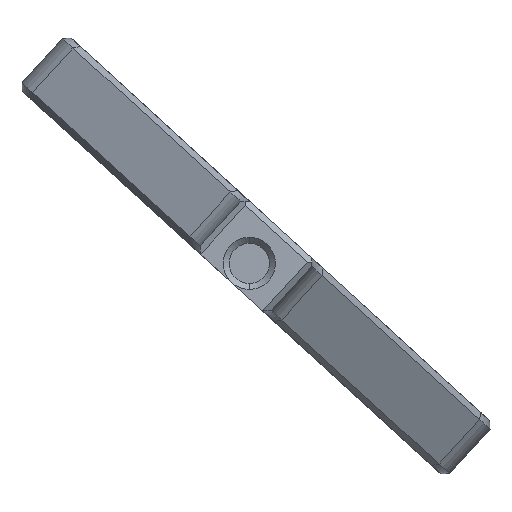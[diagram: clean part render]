
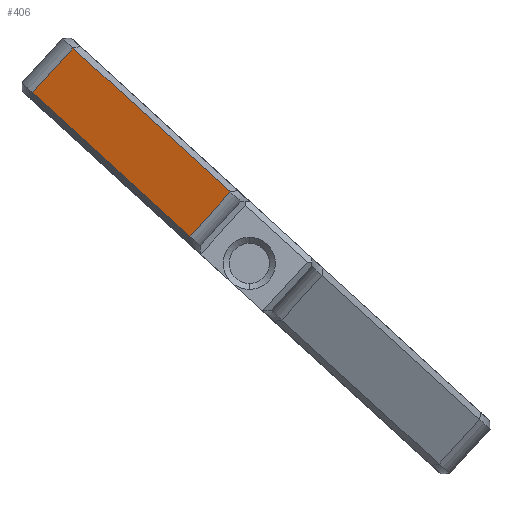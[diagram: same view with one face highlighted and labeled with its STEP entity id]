
A CAD part, front view. The second image highlights one B-rep face of the part: STEP entity #406.
In plain terms, the highlighted planar face has unit normal (-0.522, -0.707, 0.477).
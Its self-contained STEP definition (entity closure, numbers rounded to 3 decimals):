
#18 = VECTOR ( 'NONE', #1371, 1000. ) ;
#51 = LINE ( 'NONE', #1018, #576 ) ;
#65 = CARTESIAN_POINT ( 'NONE',  ( -22.02, 46.42, 26.884 ) ) ;
#130 = EDGE_CURVE ( 'NONE', #475, #740, #1023, .T. ) ;
#195 = ORIENTED_EDGE ( 'NONE', *, *, #2005, .T. ) ;
#198 = VERTEX_POINT ( 'NONE', #2026 ) ;
#236 = DIRECTION ( 'NONE',  ( -0.522, -0.707, 0.477 ) ) ;
#248 = PLANE ( 'NONE',  #1795 ) ;
#263 = FACE_OUTER_BOUND ( 'NONE', #1756, .T. ) ;
#392 = ORIENTED_EDGE ( 'NONE', *, *, #515, .T. ) ;
#406 = ADVANCED_FACE ( 'NONE', ( #263 ), #248, .T. ) ;
#475 = VERTEX_POINT ( 'NONE', #65 ) ;
#515 = EDGE_CURVE ( 'NONE', #597, #198, #518, .T. ) ;
#518 = LINE ( 'NONE', #2117, #18 ) ;
#576 = VECTOR ( 'NONE', #1571, 1000. ) ;
#597 = VERTEX_POINT ( 'NONE', #989 ) ;
#643 = VECTOR ( 'NONE', #2300, 1000. ) ;
#713 = DIRECTION ( 'NONE',  ( -0.675, 0., -0.738 ) ) ;
#740 = VERTEX_POINT ( 'NONE', #996 ) ;
#802 = CARTESIAN_POINT ( 'NONE',  ( -63.081, 18.029, -60.13 ) ) ;
#950 = EDGE_CURVE ( 'NONE', #198, #475, #1008, .T. ) ;
#989 = CARTESIAN_POINT ( 'NONE',  ( -7.417, 19.787, 3.383 ) ) ;
#996 = CARTESIAN_POINT ( 'NONE',  ( -27.077, 46.42, 21.35 ) ) ;
#1008 = LINE ( 'NONE', #1820, #643 ) ;
#1014 = ORIENTED_EDGE ( 'NONE', *, *, #130, .T. ) ;
#1018 = CARTESIAN_POINT ( 'NONE',  ( -7.417, 19.787, 3.383 ) ) ;
#1023 = LINE ( 'NONE', #1441, #1078 ) ;
#1078 = VECTOR ( 'NONE', #713, 1000. ) ;
#1371 = DIRECTION ( 'NONE',  ( 0.675, 0., 0.738 ) ) ;
#1441 = CARTESIAN_POINT ( 'NONE',  ( -84.039, 46.42, -40.978 ) ) ;
#1527 = DIRECTION ( 'NONE',  ( 0.805, -0.594, 0. ) ) ;
#1571 = DIRECTION ( 'NONE',  ( 0.522, -0.707, -0.477 ) ) ;
#1756 = EDGE_LOOP ( 'NONE', ( #1014, #195, #392, #2334 ) ) ;
#1795 = AXIS2_PLACEMENT_3D ( 'NONE', #802, #236, #1527 ) ;
#1820 = CARTESIAN_POINT ( 'NONE',  ( -22.02, 46.42, 26.884 ) ) ;
#2005 = EDGE_CURVE ( 'NONE', #740, #597, #51, .T. ) ;
#2026 = CARTESIAN_POINT ( 'NONE',  ( -2.36, 19.787, 8.917 ) ) ;
#2117 = CARTESIAN_POINT ( 'NONE',  ( -1.854, 19.787, 9.47 ) ) ;
#2300 = DIRECTION ( 'NONE',  ( -0.522, 0.707, 0.477 ) ) ;
#2334 = ORIENTED_EDGE ( 'NONE', *, *, #950, .T. ) ;
